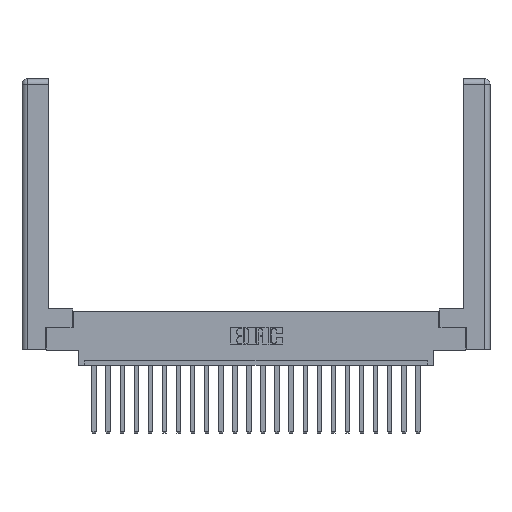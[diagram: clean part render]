
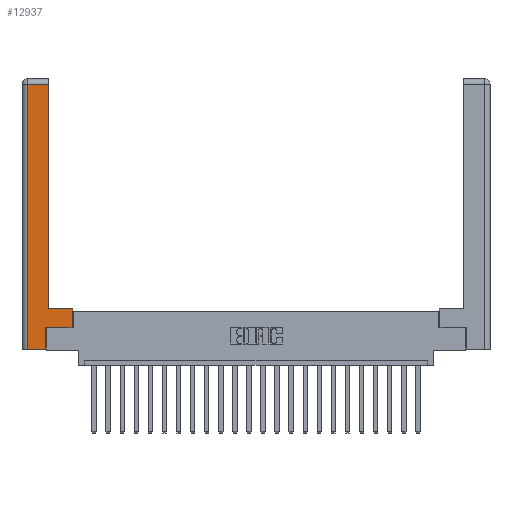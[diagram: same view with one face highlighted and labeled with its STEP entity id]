
A CAD part, top view. The second image highlights one B-rep face of the part: STEP entity #12937.
In plain terms, the highlighted planar face has unit normal (0, 0, 1).
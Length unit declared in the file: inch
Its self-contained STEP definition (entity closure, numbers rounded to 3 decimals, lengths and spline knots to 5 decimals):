
#176 = CARTESIAN_POINT ( 'NONE',  ( 0., 0., 0. ) ) ;
#381 = AXIS2_PLACEMENT_3D ( 'NONE', #176, #14103, #5408 ) ;
#511 = DIRECTION ( 'NONE',  ( -1., 0., 0. ) ) ;
#1475 = VERTEX_POINT ( 'NONE', #19326 ) ;
#1482 = VECTOR ( 'NONE', #2131, 39.37008 ) ;
#2033 = VERTEX_POINT ( 'NONE', #15150 ) ;
#2131 = DIRECTION ( 'NONE',  ( 0., 1., 0. ) ) ;
#2274 = VERTEX_POINT ( 'NONE', #18079 ) ;
#2518 = EDGE_LOOP ( 'NONE', ( #18071, #9788, #18343, #19833, #22308, #4567, #14748, #8551 ) ) ;
#3657 = CARTESIAN_POINT ( 'NONE',  ( 0.295, 2.94, 0. ) ) ;
#3703 = CARTESIAN_POINT ( 'NONE',  ( 0.295, 0.45, 0. ) ) ;
#4567 = ORIENTED_EDGE ( 'NONE', *, *, #20513, .T. ) ;
#4734 = LINE ( 'NONE', #3703, #18239 ) ;
#4921 = EDGE_CURVE ( 'NONE', #17986, #2274, #9481, .T. ) ;
#5130 = CARTESIAN_POINT ( 'NONE',  ( 0.0615, 2.94, 0. ) ) ;
#5408 = DIRECTION ( 'NONE',  ( -1., 0., 0. ) ) ;
#5485 = CARTESIAN_POINT ( 'NONE',  ( 0.565, 0.45, 0. ) ) ;
#6593 = CARTESIAN_POINT ( 'NONE',  ( 0.295, 3., 0. ) ) ;
#6694 = CARTESIAN_POINT ( 'NONE',  ( 0.265, 0.245, 0. ) ) ;
#6776 = VERTEX_POINT ( 'NONE', #3657 ) ;
#6785 = EDGE_CURVE ( 'NONE', #2274, #21074, #15177, .T. ) ;
#8009 = VECTOR ( 'NONE', #12332, 39.37008 ) ;
#8477 = EDGE_CURVE ( 'NONE', #14520, #2033, #4734, .T. ) ;
#8551 = ORIENTED_EDGE ( 'NONE', *, *, #8477, .T. ) ;
#8825 = EDGE_CURVE ( 'NONE', #13754, #14520, #10802, .T. ) ;
#8895 = CARTESIAN_POINT ( 'NONE',  ( 0.265, 0., 0. ) ) ;
#9481 = LINE ( 'NONE', #21932, #10004 ) ;
#9788 = ORIENTED_EDGE ( 'NONE', *, *, #10922, .T. ) ;
#9891 = LINE ( 'NONE', #6694, #20067 ) ;
#10004 = VECTOR ( 'NONE', #22167, 39.37008 ) ;
#10026 = VECTOR ( 'NONE', #21494, 39.37008 ) ;
#10409 = EDGE_CURVE ( 'NONE', #2033, #6776, #18414, .T. ) ;
#10740 = CARTESIAN_POINT ( 'NONE',  ( 0.0615, 2.94, 0. ) ) ;
#10802 = LINE ( 'NONE', #5485, #1482 ) ;
#10922 = EDGE_CURVE ( 'NONE', #6776, #17986, #14068, .T. ) ;
#11894 = CARTESIAN_POINT ( 'NONE',  ( 0.565, 0.45, 0. ) ) ;
#12332 = DIRECTION ( 'NONE',  ( -1., 0., 0. ) ) ;
#12937 = ADVANCED_FACE ( 'NONE', ( #13410 ), #17592, .F. ) ;
#12957 = CARTESIAN_POINT ( 'NONE',  ( 0.565, 0.245, 0. ) ) ;
#13410 = FACE_OUTER_BOUND ( 'NONE', #2518, .T. ) ;
#13591 = EDGE_CURVE ( 'NONE', #21074, #1475, #9891, .T. ) ;
#13754 = VERTEX_POINT ( 'NONE', #12957 ) ;
#14068 = LINE ( 'NONE', #5130, #8009 ) ;
#14103 = DIRECTION ( 'NONE',  ( 0., 0., -1. ) ) ;
#14520 = VERTEX_POINT ( 'NONE', #11894 ) ;
#14748 = ORIENTED_EDGE ( 'NONE', *, *, #8825, .T. ) ;
#15150 = CARTESIAN_POINT ( 'NONE',  ( 0.295, 0.45, 0. ) ) ;
#15177 = LINE ( 'NONE', #8895, #19875 ) ;
#16186 = VECTOR ( 'NONE', #18923, 39.37008 ) ;
#16229 = CARTESIAN_POINT ( 'NONE',  ( 0.565, 0.245, 0. ) ) ;
#17244 = CARTESIAN_POINT ( 'NONE',  ( 0.265, 0., 0. ) ) ;
#17592 = PLANE ( 'NONE',  #381 ) ;
#17986 = VERTEX_POINT ( 'NONE', #10740 ) ;
#18071 = ORIENTED_EDGE ( 'NONE', *, *, #10409, .T. ) ;
#18079 = CARTESIAN_POINT ( 'NONE',  ( 0.0615, 0., 0. ) ) ;
#18239 = VECTOR ( 'NONE', #511, 39.37008 ) ;
#18343 = ORIENTED_EDGE ( 'NONE', *, *, #4921, .T. ) ;
#18414 = LINE ( 'NONE', #6593, #16186 ) ;
#18923 = DIRECTION ( 'NONE',  ( 0., 1., 0. ) ) ;
#19005 = DIRECTION ( 'NONE',  ( 0., 1., 0. ) ) ;
#19108 = LINE ( 'NONE', #16229, #10026 ) ;
#19326 = CARTESIAN_POINT ( 'NONE',  ( 0.265, 0.245, 0. ) ) ;
#19833 = ORIENTED_EDGE ( 'NONE', *, *, #6785, .T. ) ;
#19875 = VECTOR ( 'NONE', #20995, 39.37008 ) ;
#20067 = VECTOR ( 'NONE', #19005, 39.37008 ) ;
#20513 = EDGE_CURVE ( 'NONE', #1475, #13754, #19108, .T. ) ;
#20995 = DIRECTION ( 'NONE',  ( 1., 0., 0. ) ) ;
#21074 = VERTEX_POINT ( 'NONE', #17244 ) ;
#21494 = DIRECTION ( 'NONE',  ( 1., 0., 0. ) ) ;
#21932 = CARTESIAN_POINT ( 'NONE',  ( 0.0615, 0., 0. ) ) ;
#22167 = DIRECTION ( 'NONE',  ( 0., -1., 0. ) ) ;
#22308 = ORIENTED_EDGE ( 'NONE', *, *, #13591, .T. ) ;
